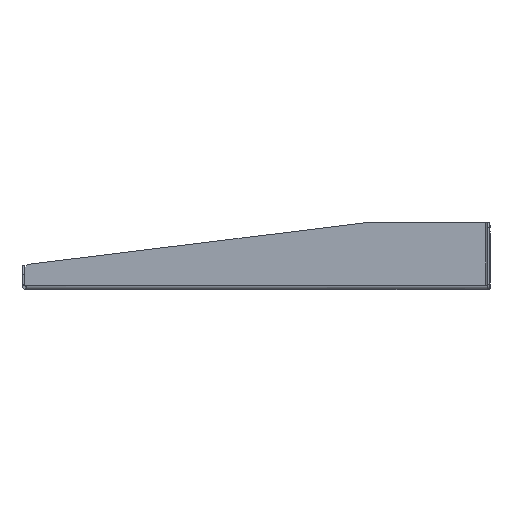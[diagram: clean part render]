
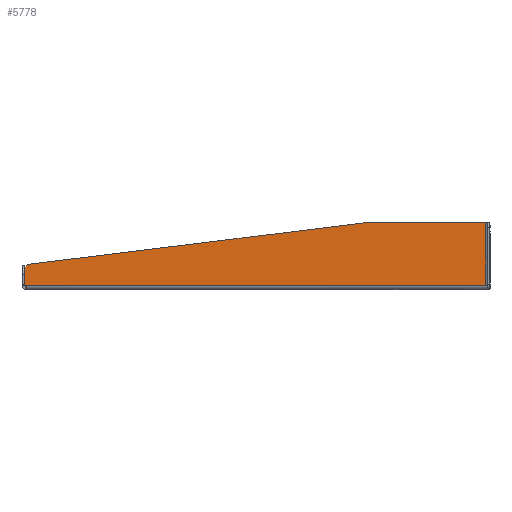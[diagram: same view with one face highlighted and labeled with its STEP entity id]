
A CAD part, left-side view. The second image highlights one B-rep face of the part: STEP entity #5778.
In plain terms, the highlighted planar face has unit normal (-1, 0, 0).
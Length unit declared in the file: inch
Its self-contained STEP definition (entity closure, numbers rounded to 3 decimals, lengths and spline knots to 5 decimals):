
#419 = DIRECTION ( 'NONE',  ( 0., 0.992, -0.123 ) ) ;
#500 = CARTESIAN_POINT ( 'NONE',  ( -8.75, 6.03241, 0.61655 ) ) ;
#550 = CARTESIAN_POINT ( 'NONE',  ( -8.75, 5.89192, 0.57208 ) ) ;
#619 = CARTESIAN_POINT ( 'NONE',  ( -8.75, -5.928, 0.06249 ) ) ;
#631 = EDGE_CURVE ( 'NONE', #2856, #9114, #5578, .T. ) ;
#698 = AXIS2_PLACEMENT_3D ( 'NONE', #13484, #4748, #2200 ) ;
#1002 = LINE ( 'NONE', #14568, #7506 ) ;
#1413 = VERTEX_POINT ( 'NONE', #9314 ) ;
#1538 = EDGE_CURVE ( 'NONE', #4157, #8966, #8156, .T. ) ;
#1585 = VERTEX_POINT ( 'NONE', #5852 ) ;
#1883 = EDGE_CURVE ( 'NONE', #9114, #1585, #13286, .T. ) ;
#2055 = EDGE_CURVE ( 'NONE', #15906, #4157, #11912, .T. ) ;
#2200 = DIRECTION ( 'NONE',  ( 0., 0., 1. ) ) ;
#2616 = EDGE_CURVE ( 'NONE', #6285, #1585, #14986, .T. ) ;
#2706 = CARTESIAN_POINT ( 'NONE',  ( -8.75, 5.87711, 0.1124 ) ) ;
#2856 = VERTEX_POINT ( 'NONE', #550 ) ;
#3170 = ORIENTED_EDGE ( 'NONE', *, *, #2055, .T. ) ;
#3178 = DIRECTION ( 'NONE',  ( 0., 0., 1. ) ) ;
#3218 = ORIENTED_EDGE ( 'NONE', *, *, #14158, .T. ) ;
#3349 = VECTOR ( 'NONE', #419, 39.37008 ) ;
#3435 = PLANE ( 'NONE',  #698 ) ;
#3954 = CARTESIAN_POINT ( 'NONE',  ( -8.75, -5.928, 1.718 ) ) ;
#4157 = VERTEX_POINT ( 'NONE', #3954 ) ;
#4560 = CARTESIAN_POINT ( 'NONE',  ( -8.75, -2.889, 1.718 ) ) ;
#4748 = DIRECTION ( 'NONE',  ( -1., 0., 0. ) ) ;
#5459 = CARTESIAN_POINT ( 'NONE',  ( -8.75, -5.928, 0.10808 ) ) ;
#5517 = LINE ( 'NONE', #500, #3349 ) ;
#5535 = ORIENTED_EDGE ( 'NONE', *, *, #631, .T. ) ;
#5578 = LINE ( 'NONE', #9454, #8766 ) ;
#5724 = ORIENTED_EDGE ( 'NONE', *, *, #1538, .T. ) ;
#5778 = ADVANCED_FACE ( 'NONE', ( #14714 ), #3435, .T. ) ;
#5852 = CARTESIAN_POINT ( 'NONE',  ( -8.75, 5.87063, 0.108 ) ) ;
#6285 = VERTEX_POINT ( 'NONE', #7527 ) ;
#7256 = DIRECTION ( 'NONE',  ( 0., 1., 0. ) ) ;
#7331 = DIRECTION ( 'NONE',  ( 0., 1., 0. ) ) ;
#7467 = ORIENTED_EDGE ( 'NONE', *, *, #7861, .T. ) ;
#7506 = VECTOR ( 'NONE', #11216, 39.37008 ) ;
#7527 = CARTESIAN_POINT ( 'NONE',  ( -8.75, -5.928, 0.108 ) ) ;
#7713 = CARTESIAN_POINT ( 'NONE',  ( -8.75, 5.87063, 0.108 ) ) ;
#7861 = EDGE_CURVE ( 'NONE', #8966, #1413, #5517, .T. ) ;
#8156 = LINE ( 'NONE', #13524, #11971 ) ;
#8766 = VECTOR ( 'NONE', #11857, 39.37008 ) ;
#8962 = CARTESIAN_POINT ( 'NONE',  ( -8.75, 5.88421, 0.11528 ) ) ;
#8966 = VERTEX_POINT ( 'NONE', #4560 ) ;
#9114 = VERTEX_POINT ( 'NONE', #16103 ) ;
#9314 = CARTESIAN_POINT ( 'NONE',  ( -8.75, 5.82139, 0.64261 ) ) ;
#9454 = CARTESIAN_POINT ( 'NONE',  ( -8.75, 5.89192, 0.072 ) ) ;
#9479 = DIRECTION ( 'NONE',  ( 0., 0., 1. ) ) ;
#9638 = VECTOR ( 'NONE', #7331, 39.37008 ) ;
#10209 = CARTESIAN_POINT ( 'NONE',  ( -8.75, 5.89192, 0.11665 ) ) ;
#10388 = VECTOR ( 'NONE', #9479, 39.37008 ) ;
#10411 = VECTOR ( 'NONE', #3178, 39.37008 ) ;
#10731 = LINE ( 'NONE', #5459, #10388 ) ;
#11153 = ORIENTED_EDGE ( 'NONE', *, *, #2616, .F. ) ;
#11216 = DIRECTION ( 'NONE',  ( 0., 0.707, -0.707 ) ) ;
#11857 = DIRECTION ( 'NONE',  ( 0., 0., -1. ) ) ;
#11912 = LINE ( 'NONE', #619, #10411 ) ;
#11971 = VECTOR ( 'NONE', #7256, 39.37008 ) ;
#12041 = ORIENTED_EDGE ( 'NONE', *, *, #13680, .T. ) ;
#12771 = EDGE_LOOP ( 'NONE', ( #3218, #5535, #13435, #11153, #12041, #3170, #5724, #7467 ) ) ;
#13286 = B_SPLINE_CURVE_WITH_KNOTS ( 'NONE', 3,
 ( #10209, #8962, #2706, #7713 ),
 .UNSPECIFIED., .F., .F.,
 ( 4, 4 ),
 ( 0., 1. ),
 .UNSPECIFIED. ) ;
#13435 = ORIENTED_EDGE ( 'NONE', *, *, #1883, .T. ) ;
#13484 = CARTESIAN_POINT ( 'NONE',  ( -8.75, 5.964, 0.06249 ) ) ;
#13524 = CARTESIAN_POINT ( 'NONE',  ( -8.75, -5.964, 1.718 ) ) ;
#13680 = EDGE_CURVE ( 'NONE', #6285, #15906, #10731, .T. ) ;
#13756 = CARTESIAN_POINT ( 'NONE',  ( -8.75, -5.964, 0.108 ) ) ;
#14158 = EDGE_CURVE ( 'NONE', #1413, #2856, #1002, .T. ) ;
#14568 = CARTESIAN_POINT ( 'NONE',  ( -8.75, 5.82139, 0.64261 ) ) ;
#14714 = FACE_OUTER_BOUND ( 'NONE', #12771, .T. ) ;
#14986 = LINE ( 'NONE', #13756, #9638 ) ;
#15268 = CARTESIAN_POINT ( 'NONE',  ( -8.75, -5.928, 0.10808 ) ) ;
#15906 = VERTEX_POINT ( 'NONE', #15268 ) ;
#16103 = CARTESIAN_POINT ( 'NONE',  ( -8.75, 5.89192, 0.11665 ) ) ;
